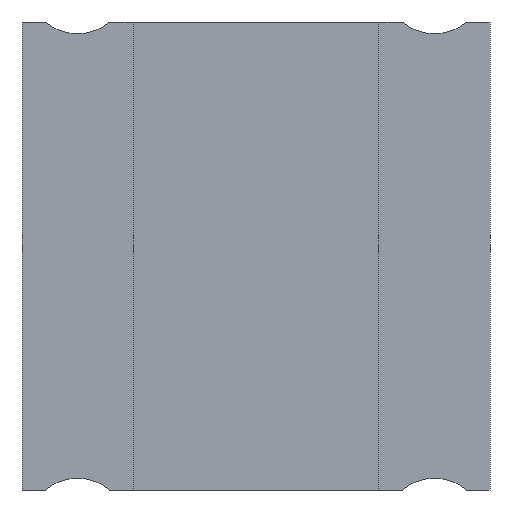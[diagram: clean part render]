
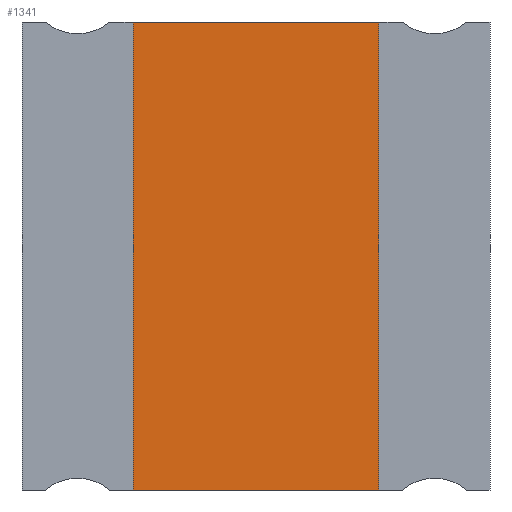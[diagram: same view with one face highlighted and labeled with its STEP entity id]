
A CAD part, front view. The second image highlights one B-rep face of the part: STEP entity #1341.
In plain terms, the highlighted planar face has unit normal (0, -1, 0).
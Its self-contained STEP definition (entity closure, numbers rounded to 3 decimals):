
#44 = PLANE ( 'NONE',  #512 ) ;
#219 = VERTEX_POINT ( 'NONE', #2238 ) ;
#265 = EDGE_CURVE ( 'NONE', #399, #2819, #2889, .T. ) ;
#283 = DIRECTION ( 'NONE',  ( 1., 0., 0. ) ) ;
#295 = DIRECTION ( 'NONE',  ( 0., 0., -1. ) ) ;
#399 = VERTEX_POINT ( 'NONE', #3857 ) ;
#512 = AXIS2_PLACEMENT_3D ( 'NONE', #2417, #3807, #2809 ) ;
#569 = VECTOR ( 'NONE', #283, 1000. ) ;
#640 = FACE_OUTER_BOUND ( 'NONE', #4281, .T. ) ;
#843 = DIRECTION ( 'NONE',  ( 0., 0., -1. ) ) ;
#862 = DIRECTION ( 'NONE',  ( 1., 0., 0. ) ) ;
#974 = CARTESIAN_POINT ( 'NONE',  ( 1.05, 0., 2. ) ) ;
#1003 = CARTESIAN_POINT ( 'NONE',  ( 1.05, 0., -2. ) ) ;
#1107 = VECTOR ( 'NONE', #295, 1000. ) ;
#1145 = ORIENTED_EDGE ( 'NONE', *, *, #3482, .F. ) ;
#1341 = ADVANCED_FACE ( 'NONE', ( #640 ), #44, .F. ) ;
#1658 = ORIENTED_EDGE ( 'NONE', *, *, #1728, .T. ) ;
#1672 = CARTESIAN_POINT ( 'NONE',  ( -1.05, 0., 2. ) ) ;
#1714 = LINE ( 'NONE', #2922, #2529 ) ;
#1728 = EDGE_CURVE ( 'NONE', #2392, #399, #1714, .T. ) ;
#1881 = CARTESIAN_POINT ( 'NONE',  ( -1.05, 0., -2. ) ) ;
#2145 = ORIENTED_EDGE ( 'NONE', *, *, #3989, .F. ) ;
#2238 = CARTESIAN_POINT ( 'NONE',  ( 1.05, 0., 2. ) ) ;
#2392 = VERTEX_POINT ( 'NONE', #3562 ) ;
#2417 = CARTESIAN_POINT ( 'NONE',  ( -1.05, 0., 2. ) ) ;
#2529 = VECTOR ( 'NONE', #843, 1000. ) ;
#2703 = ORIENTED_EDGE ( 'NONE', *, *, #265, .T. ) ;
#2732 = LINE ( 'NONE', #1672, #569 ) ;
#2809 = DIRECTION ( 'NONE',  ( 0., 0., 1. ) ) ;
#2819 = VERTEX_POINT ( 'NONE', #1003 ) ;
#2889 = LINE ( 'NONE', #1881, #3948 ) ;
#2922 = CARTESIAN_POINT ( 'NONE',  ( -1.05, 0., 2. ) ) ;
#3368 = LINE ( 'NONE', #974, #1107 ) ;
#3482 = EDGE_CURVE ( 'NONE', #2392, #219, #2732, .T. ) ;
#3562 = CARTESIAN_POINT ( 'NONE',  ( -1.05, 0., 2. ) ) ;
#3807 = DIRECTION ( 'NONE',  ( 0., 1., 0. ) ) ;
#3857 = CARTESIAN_POINT ( 'NONE',  ( -1.05, 0., -2. ) ) ;
#3948 = VECTOR ( 'NONE', #862, 1000. ) ;
#3989 = EDGE_CURVE ( 'NONE', #219, #2819, #3368, .T. ) ;
#4281 = EDGE_LOOP ( 'NONE', ( #2703, #2145, #1145, #1658 ) ) ;
